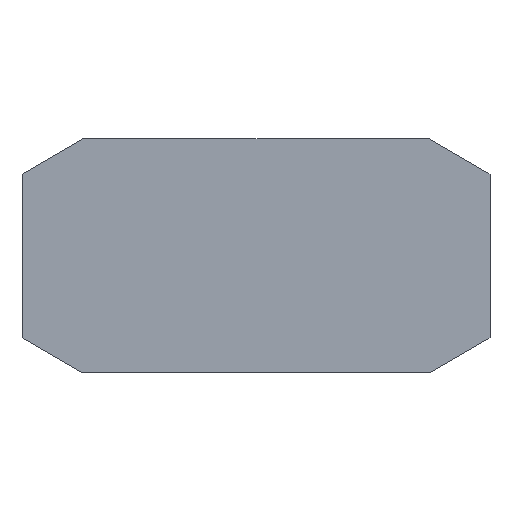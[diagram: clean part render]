
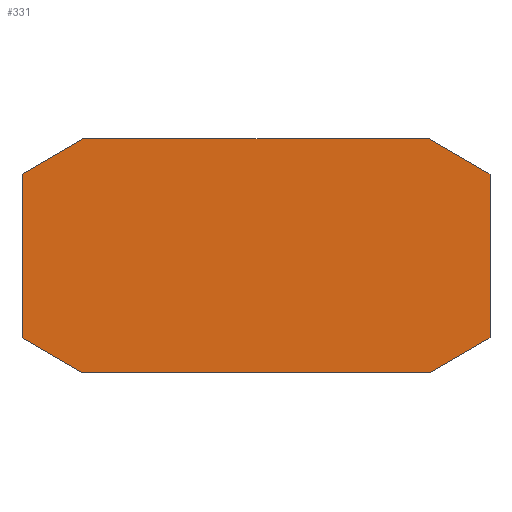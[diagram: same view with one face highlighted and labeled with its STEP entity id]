
A CAD part, front view. The second image highlights one B-rep face of the part: STEP entity #331.
In plain terms, the highlighted planar face has unit normal (0, -1, 0).
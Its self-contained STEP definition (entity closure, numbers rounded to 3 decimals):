
#11 = DIRECTION ( 'NONE',  ( 0.866, 0., 0.5 ) ) ;
#17 = DIRECTION ( 'NONE',  ( 0.866, 0., -0.5 ) ) ;
#22 = CARTESIAN_POINT ( 'NONE',  ( 74.019, -6.5, 50. ) ) ;
#25 = AXIS2_PLACEMENT_3D ( 'NONE', #26, #525, #833 ) ;
#26 = CARTESIAN_POINT ( 'NONE',  ( 100., -6.5, -50. ) ) ;
#45 = ORIENTED_EDGE ( 'NONE', *, *, #816, .F. ) ;
#49 = CARTESIAN_POINT ( 'NONE',  ( -100., -6.5, -35. ) ) ;
#53 = LINE ( 'NONE', #49, #212 ) ;
#89 = CARTESIAN_POINT ( 'NONE',  ( 100., -6.5, 35. ) ) ;
#139 = EDGE_CURVE ( 'NONE', #217, #388, #903, .T. ) ;
#145 = VECTOR ( 'NONE', #11, 1000. ) ;
#153 = LINE ( 'NONE', #226, #739 ) ;
#173 = ORIENTED_EDGE ( 'NONE', *, *, #439, .F. ) ;
#197 = EDGE_CURVE ( 'NONE', #415, #217, #284, .T. ) ;
#212 = VECTOR ( 'NONE', #356, 1000. ) ;
#215 = CARTESIAN_POINT ( 'NONE',  ( 74.019, -6.5, 50. ) ) ;
#217 = VERTEX_POINT ( 'NONE', #89 ) ;
#226 = CARTESIAN_POINT ( 'NONE',  ( -100., -6.5, -35. ) ) ;
#231 = CARTESIAN_POINT ( 'NONE',  ( -74.019, -6.5, 50. ) ) ;
#266 = CARTESIAN_POINT ( 'NONE',  ( 74.019, -6.5, -50. ) ) ;
#284 = LINE ( 'NONE', #215, #454 ) ;
#305 = PLANE ( 'NONE',  #25 ) ;
#308 = VECTOR ( 'NONE', #692, 1000. ) ;
#312 = EDGE_CURVE ( 'NONE', #520, #732, #153, .T. ) ;
#331 = ADVANCED_FACE ( 'NONE', ( #565 ), #305, .T. ) ;
#332 = CARTESIAN_POINT ( 'NONE',  ( 100., -6.5, -35. ) ) ;
#342 = ORIENTED_EDGE ( 'NONE', *, *, #139, .F. ) ;
#345 = LINE ( 'NONE', #266, #371 ) ;
#356 = DIRECTION ( 'NONE',  ( 0., 0., 1. ) ) ;
#362 = ORIENTED_EDGE ( 'NONE', *, *, #518, .F. ) ;
#371 = VECTOR ( 'NONE', #718, 1000. ) ;
#388 = VERTEX_POINT ( 'NONE', #332 ) ;
#393 = DIRECTION ( 'NONE',  ( 0., 0., -1. ) ) ;
#415 = VERTEX_POINT ( 'NONE', #22 ) ;
#421 = DIRECTION ( 'NONE',  ( 1., 0., 0. ) ) ;
#439 = EDGE_CURVE ( 'NONE', #732, #785, #53, .T. ) ;
#454 = VECTOR ( 'NONE', #17, 1000. ) ;
#471 = CARTESIAN_POINT ( 'NONE',  ( -74.019, -6.5, -50. ) ) ;
#485 = CARTESIAN_POINT ( 'NONE',  ( -100., -6.5, -35. ) ) ;
#518 = EDGE_CURVE ( 'NONE', #785, #546, #956, .T. ) ;
#520 = VERTEX_POINT ( 'NONE', #906 ) ;
#525 = DIRECTION ( 'NONE',  ( 0., -1., 0. ) ) ;
#530 = ORIENTED_EDGE ( 'NONE', *, *, #197, .F. ) ;
#546 = VERTEX_POINT ( 'NONE', #231 ) ;
#565 = FACE_OUTER_BOUND ( 'NONE', #967, .T. ) ;
#591 = ORIENTED_EDGE ( 'NONE', *, *, #913, .F. ) ;
#593 = EDGE_CURVE ( 'NONE', #746, #520, #711, .T. ) ;
#627 = ORIENTED_EDGE ( 'NONE', *, *, #312, .F. ) ;
#657 = VECTOR ( 'NONE', #421, 1000. ) ;
#675 = LINE ( 'NONE', #834, #657 ) ;
#692 = DIRECTION ( 'NONE',  ( -1., 0., 0. ) ) ;
#704 = VECTOR ( 'NONE', #393, 1000. ) ;
#711 = LINE ( 'NONE', #471, #308 ) ;
#712 = CARTESIAN_POINT ( 'NONE',  ( 74.019, -6.5, -50. ) ) ;
#716 = CARTESIAN_POINT ( 'NONE',  ( -100., -6.5, 35. ) ) ;
#718 = DIRECTION ( 'NONE',  ( -0.866, 0., -0.5 ) ) ;
#732 = VERTEX_POINT ( 'NONE', #485 ) ;
#739 = VECTOR ( 'NONE', #776, 1000. ) ;
#746 = VERTEX_POINT ( 'NONE', #712 ) ;
#755 = CARTESIAN_POINT ( 'NONE',  ( 100., -6.5, -35. ) ) ;
#776 = DIRECTION ( 'NONE',  ( -0.866, 0., 0.5 ) ) ;
#785 = VERTEX_POINT ( 'NONE', #716 ) ;
#816 = EDGE_CURVE ( 'NONE', #388, #746, #345, .T. ) ;
#833 = DIRECTION ( 'NONE',  ( 0., 0., -1. ) ) ;
#834 = CARTESIAN_POINT ( 'NONE',  ( -74.019, -6.5, 50. ) ) ;
#836 = CARTESIAN_POINT ( 'NONE',  ( -100., -6.5, 35. ) ) ;
#840 = ORIENTED_EDGE ( 'NONE', *, *, #593, .F. ) ;
#903 = LINE ( 'NONE', #755, #704 ) ;
#906 = CARTESIAN_POINT ( 'NONE',  ( -74.019, -6.5, -50. ) ) ;
#913 = EDGE_CURVE ( 'NONE', #546, #415, #675, .T. ) ;
#956 = LINE ( 'NONE', #836, #145 ) ;
#967 = EDGE_LOOP ( 'NONE', ( #840, #45, #342, #530, #591, #362, #173, #627 ) ) ;
